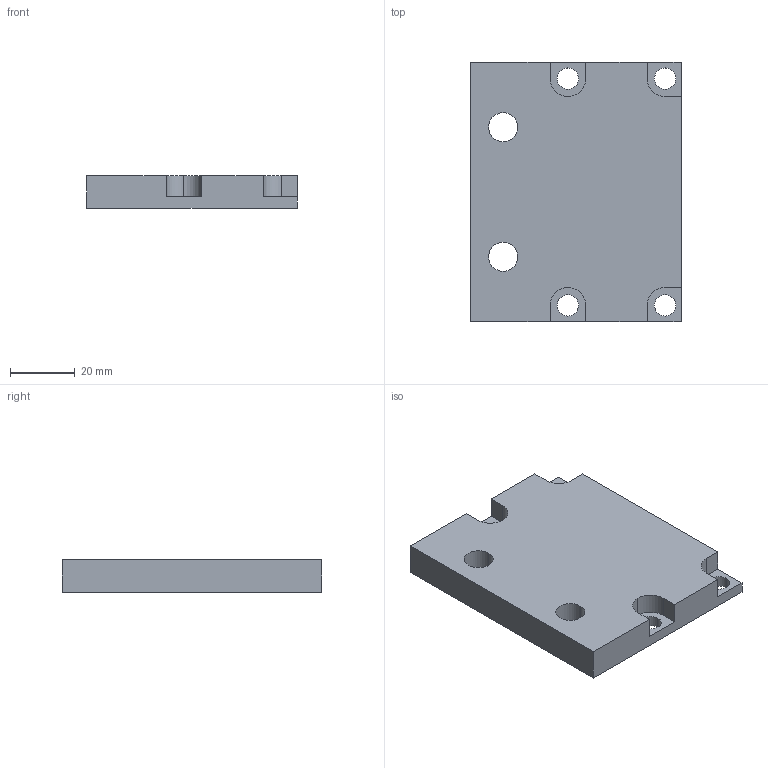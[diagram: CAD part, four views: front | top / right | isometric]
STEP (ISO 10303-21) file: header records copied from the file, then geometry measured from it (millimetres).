
FILE_DESCRIPTION(('Creo Elements/Direct Modeling STEP Export'),'2;1');
FILE_NAME('44.0235.5_Sockelplatte-MMS-44_80x65x10-(P-80-40).stp','2022-03-21T 8:58:53',(''),(''),'PTC Creo Elements/Direct Modeling STEP processor for AP214 (Solid Model)','PTC Creo Elements/Direct Modeling 19.0C 15-Aug-2015 (C) Parametric Technology GmbH','');
FILE_SCHEMA(('AUTOMOTIVE_DESIGN { 1 0 10303 214 1 1 1 1 }'));
Length unit declared in the file: millimetre
Products named in the file (2): Sockelplatte-MMS-44_80x65x10-P-80-40_44.0235.5_PX173537
Assembly tree (1 placements, depth 2):
  Sockelplatte-MMS-44_80x65x10-P-80-40_44.0235.5_PX173537
    Sockelplatte-MMS-44_80x65x10-P-80-40_44.0235.5_PX173537
Bounding box: 65 x 80 x 10 mm (x, y, z)
Volume: 47567.1 mm3; surface area: 13808.5 mm2
Topology: 1 solids, 1 shells, 36 faces, 103 edges, 69 vertices
Faces by surface type: plane 18, cylinder 18
Entity records: 1196 total; most frequent: ORIENTED_EDGE 206, CARTESIAN_POINT 197, DIRECTION 190, EDGE_CURVE 103, VERTEX_POINT 69, VECTOR 66, LINE 66, AXIS2_PLACEMENT_3D 62
